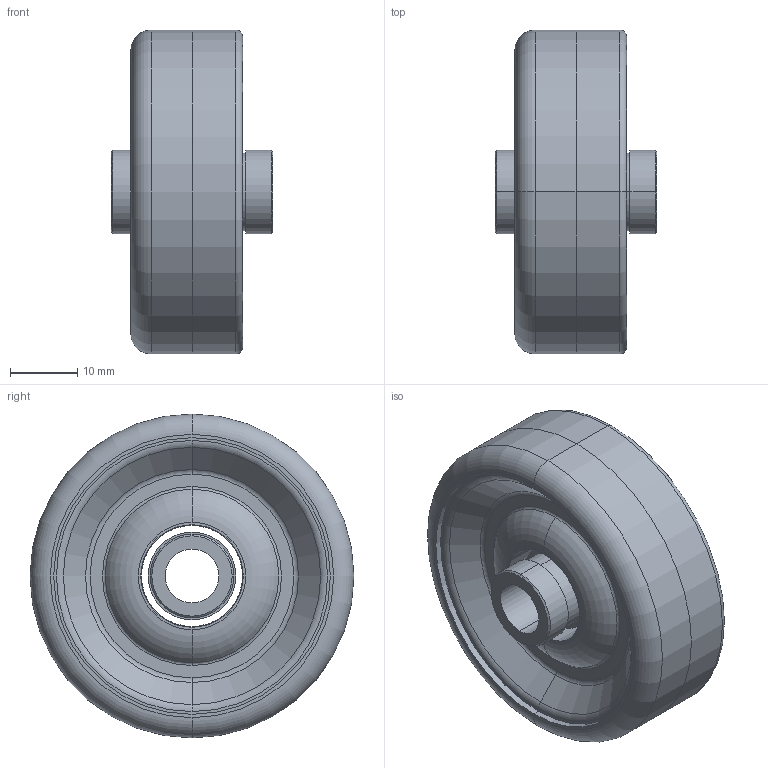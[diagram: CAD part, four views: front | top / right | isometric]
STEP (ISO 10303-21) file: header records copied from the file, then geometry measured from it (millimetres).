
FILE_DESCRIPTION (( 'STEP AP214' ), '1' );
FILE_NAME ('0027509_2200-48-8-POM.step', '2017-09-19T12:54:19', ( '' ), ( '' ), 'SwSTEP 2.0', 'SolidWorks 2016', '' );
FILE_SCHEMA (( 'AUTOMOTIVE_DESIGN' ));
Length unit declared in the file: millimetre
Products named in the file (1): 0027509_2200-48-8-POM
Bounding box: 24 x 48 x 48 mm (x, y, z)
Surface area: 8313.5 mm2 (no closed solid volume)
Topology: 0 solids, 6 shells, 70 faces, 152 edges, 92 vertices
Faces by surface type: torus 26, cylinder 22, cone 12, plane 10
Entity records: 2728 total; most frequent: DIRECTION 412, CARTESIAN_POINT 315, ORIENTED_EDGE 280, AXIS2_PLACEMENT_3D 189, EDGE_CURVE 152, CIRCLE 118, VERTEX_POINT 92, EDGE_LOOP 80
